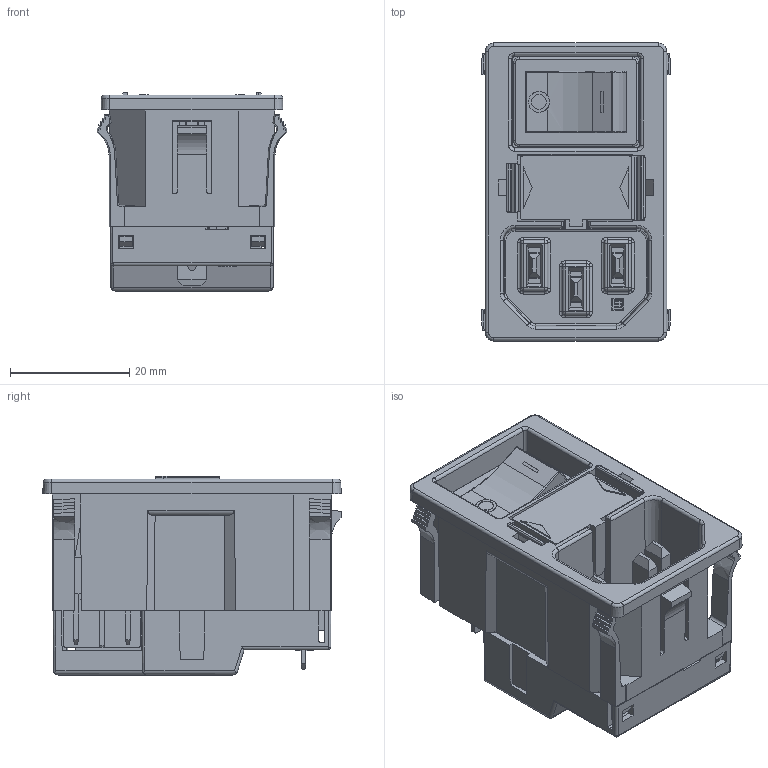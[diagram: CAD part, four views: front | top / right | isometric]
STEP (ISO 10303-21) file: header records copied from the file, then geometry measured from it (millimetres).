
FILE_DESCRIPTION (( 'STEP AP214' ), '1' );
FILE_NAME ('0100.2160_Vereinfacht.STEP', '2007-01-30T12:25:48', ( '' ), ( '' ), 'SwSTEP 2.0', 'SolidWorks 2006104', '' );
FILE_SCHEMA (( 'AUTOMOTIVE_DESIGN' ));
Length unit declared in the file: millimetre
Products named in the file (1): 0100.2160_Vereinfacht
Bounding box: 31.8 x 50 x 33.4 mm (x, y, z)
Volume: 19709.7 mm3; surface area: 21294.8 mm2
Topology: 1 solids, 1 shells, 1264 faces, 3583 edges, 2293 vertices
Faces by surface type: plane 897, cylinder 212, bspline 90, cone 25, torus 24, sphere 16
Entity records: 46766 total; most frequent: CARTESIAN_POINT 14717, ORIENTED_EDGE 7158, DIRECTION 5965, EDGE_CURVE 3579, VECTOR 2887, LINE 2887, VERTEX_POINT 2293, AXIS2_PLACEMENT_3D 1539
